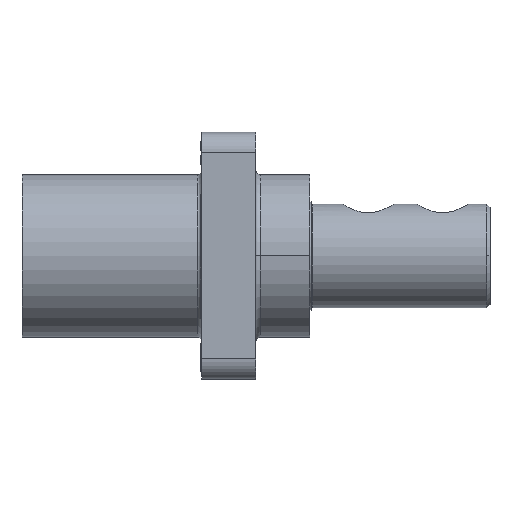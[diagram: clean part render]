
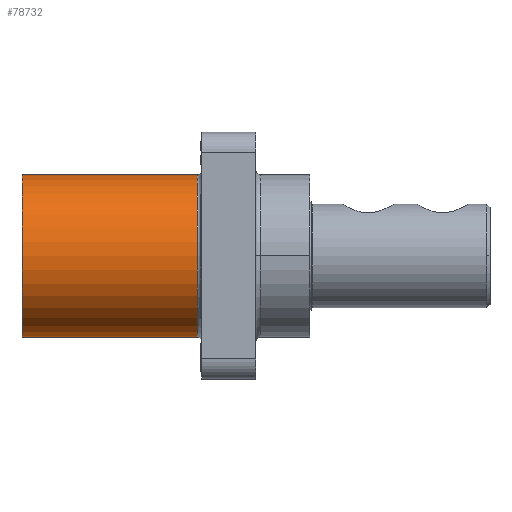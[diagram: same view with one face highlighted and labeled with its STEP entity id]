
A CAD part, top view. The second image highlights one B-rep face of the part: STEP entity #78732.
In plain terms, the highlighted cylindrical face has radius 19.05 mm (diameter 38.1 mm), a partial arc.
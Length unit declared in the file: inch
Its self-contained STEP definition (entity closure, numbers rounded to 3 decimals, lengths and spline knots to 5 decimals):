
#863 = CARTESIAN_POINT ( 'NONE',  ( -2.31737, 0.94415, -0.18197 ) ) ;
#1295 = CARTESIAN_POINT ( 'NONE',  ( -2.31737, -0.55585, -0.18197 ) ) ;
#5234 = AXIS2_PLACEMENT_3D ( 'NONE', #48517, #69428, #49371 ) ;
#5409 = CARTESIAN_POINT ( 'NONE',  ( -2.31737, 0.19415, -0.18197 ) ) ;
#6524 = CARTESIAN_POINT ( 'NONE',  ( -0.70037, 0.94415, -0.18197 ) ) ;
#7595 = DIRECTION ( 'NONE',  ( -1., 0., 0. ) ) ;
#11144 = DIRECTION ( 'NONE',  ( 0., -1., 0. ) ) ;
#12069 = DIRECTION ( 'NONE',  ( 1., 0., 0. ) ) ;
#19090 = VERTEX_POINT ( 'NONE', #6524 ) ;
#20439 = EDGE_CURVE ( 'NONE', #22732, #25870, #66542, .T. ) ;
#22732 = VERTEX_POINT ( 'NONE', #50622 ) ;
#23522 = LINE ( 'NONE', #1295, #39129 ) ;
#25870 = VERTEX_POINT ( 'NONE', #57270 ) ;
#35982 = ORIENTED_EDGE ( 'NONE', *, *, #84980, .F. ) ;
#37431 = VECTOR ( 'NONE', #7595, 39.37008 ) ;
#37904 = DIRECTION ( 'NONE',  ( -1., 0., 0. ) ) ;
#37909 = ORIENTED_EDGE ( 'NONE', *, *, #46367, .T. ) ;
#38805 = ORIENTED_EDGE ( 'NONE', *, *, #85470, .T. ) ;
#39129 = VECTOR ( 'NONE', #81404, 39.37008 ) ;
#41921 = CYLINDRICAL_SURFACE ( 'NONE', #66893, 0.75 ) ;
#43761 = CARTESIAN_POINT ( 'NONE',  ( -2.31737, 0.19415, -0.18197 ) ) ;
#44347 = EDGE_LOOP ( 'NONE', ( #38805, #37909, #50649, #35982 ) ) ;
#46367 = EDGE_CURVE ( 'NONE', #19090, #22732, #55134, .T. ) ;
#48517 = CARTESIAN_POINT ( 'NONE',  ( -0.70037, 0.19415, -0.18197 ) ) ;
#49371 = DIRECTION ( 'NONE',  ( 0., -1., 0. ) ) ;
#50622 = CARTESIAN_POINT ( 'NONE',  ( -2.31737, 0.94415, -0.18197 ) ) ;
#50649 = ORIENTED_EDGE ( 'NONE', *, *, #20439, .T. ) ;
#55134 = LINE ( 'NONE', #863, #37431 ) ;
#56544 = CARTESIAN_POINT ( 'NONE',  ( -0.70037, -0.55585, -0.18197 ) ) ;
#57270 = CARTESIAN_POINT ( 'NONE',  ( -2.31737, -0.55585, -0.18197 ) ) ;
#58615 = DIRECTION ( 'NONE',  ( 0., -1., 0. ) ) ;
#59941 = AXIS2_PLACEMENT_3D ( 'NONE', #5409, #12069, #58615 ) ;
#66542 = CIRCLE ( 'NONE', #59941, 0.75 ) ;
#66893 = AXIS2_PLACEMENT_3D ( 'NONE', #43761, #37904, #11144 ) ;
#67952 = FACE_OUTER_BOUND ( 'NONE', #44347, .T. ) ;
#69428 = DIRECTION ( 'NONE',  ( -1., 0., 0. ) ) ;
#78666 = VERTEX_POINT ( 'NONE', #56544 ) ;
#78732 = ADVANCED_FACE ( 'NONE', ( #67952 ), #41921, .T. ) ;
#81404 = DIRECTION ( 'NONE',  ( -1., 0., 0. ) ) ;
#84980 = EDGE_CURVE ( 'NONE', #78666, #25870, #23522, .T. ) ;
#85470 = EDGE_CURVE ( 'NONE', #78666, #19090, #86010, .T. ) ;
#86010 = CIRCLE ( 'NONE', #5234, 0.75 ) ;
